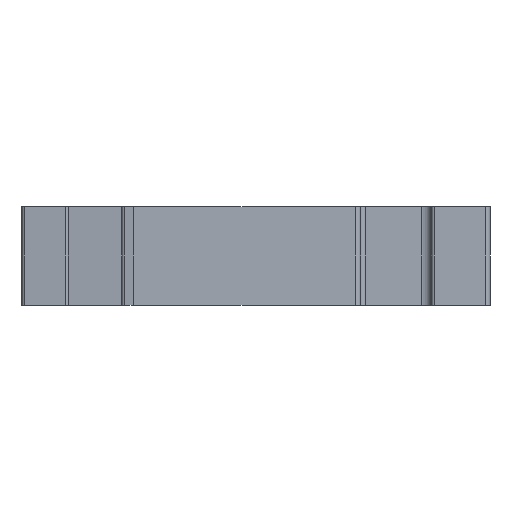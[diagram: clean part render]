
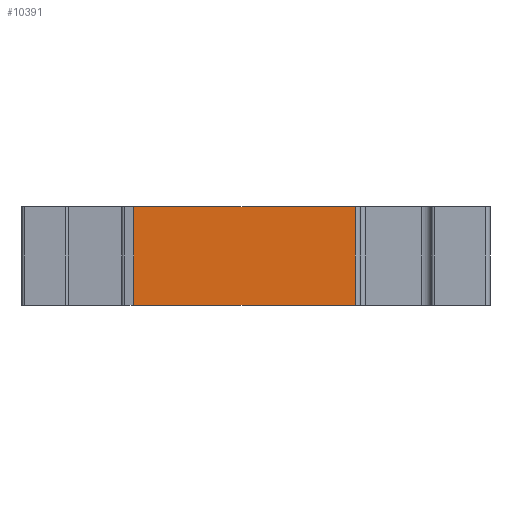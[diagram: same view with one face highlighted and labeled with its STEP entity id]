
A CAD part, left-side view. The second image highlights one B-rep face of the part: STEP entity #10391.
In plain terms, the highlighted planar face has unit normal (-1, 0, 0).
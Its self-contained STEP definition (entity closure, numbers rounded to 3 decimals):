
#362=DIRECTION('',(0.,-1.,0.));
#363=VECTOR('',#362,22.757);
#364=CARTESIAN_POINT('',(-55.,30.557,-5.25));
#365=LINE('',#364,#363);
#732=DIRECTION('',(0.,-1.,0.));
#733=VECTOR('',#732,22.757);
#734=CARTESIAN_POINT('',(-55.,30.557,4.85));
#735=LINE('',#734,#733);
#3886=DIRECTION('',(0.,0.,1.));
#3887=VECTOR('',#3886,10.1);
#3888=CARTESIAN_POINT('',(-55.,7.8,-5.25));
#3889=LINE('',#3888,#3887);
#3890=DIRECTION('',(0.,0.,-1.));
#3891=VECTOR('',#3890,10.1);
#3892=CARTESIAN_POINT('',(-55.,30.557,4.85));
#3893=LINE('',#3892,#3891);
#4156=CARTESIAN_POINT('',(-55.,7.8,4.85));
#4158=VERTEX_POINT('',#4156);
#4162=CARTESIAN_POINT('',(-55.,7.8,-5.25));
#4163=VERTEX_POINT('',#4162);
#4226=CARTESIAN_POINT('',(-55.,30.557,4.85));
#4227=CARTESIAN_POINT('',(-55.,30.557,-5.25));
#4228=VERTEX_POINT('',#4226);
#4229=VERTEX_POINT('',#4227);
#10379=CARTESIAN_POINT('',(-55.,42.,4.85));
#10380=DIRECTION('',(-1.,0.,0.));
#10381=DIRECTION('',(0.,-1.,0.));
#10382=AXIS2_PLACEMENT_3D('',#10379,#10380,#10381);
#10383=PLANE('',#10382);
#10385=ORIENTED_EDGE('',*,*,#10384,.F.);
#10386=ORIENTED_EDGE('',*,*,#5315,.F.);
#10387=ORIENTED_EDGE('',*,*,#10371,.F.);
#10388=ORIENTED_EDGE('',*,*,#5551,.T.);
#10389=EDGE_LOOP('',(#10385,#10386,#10387,#10388));
#10390=FACE_OUTER_BOUND('',#10389,.F.);
#10391=ADVANCED_FACE('',(#10390),#10383,.T.);
#5315=EDGE_CURVE('',#4229,#4163,#365,.T.);
#5551=EDGE_CURVE('',#4228,#4158,#735,.T.);
#10371=EDGE_CURVE('',#4228,#4229,#3893,.T.);
#10384=EDGE_CURVE('',#4163,#4158,#3889,.T.);
